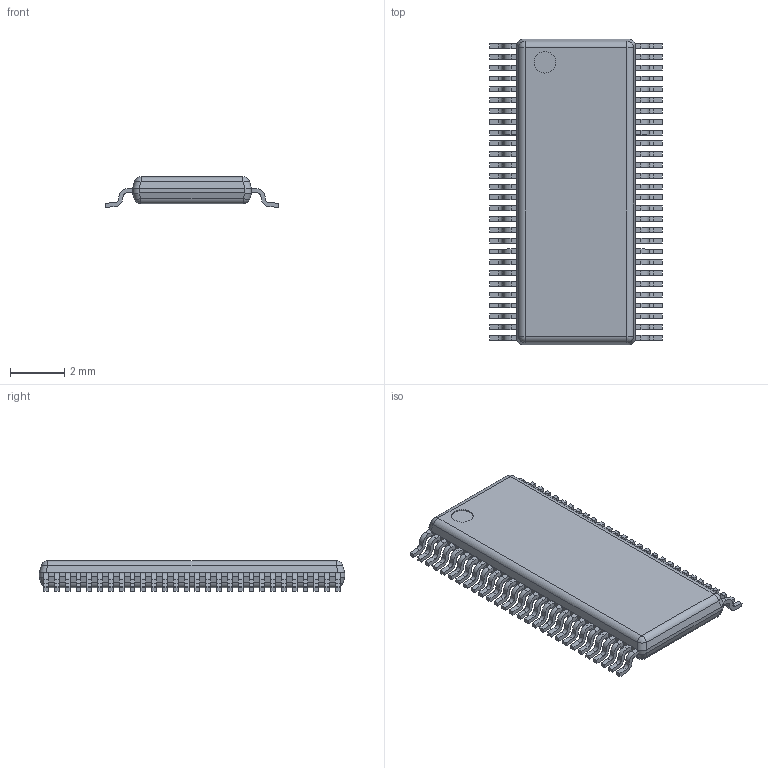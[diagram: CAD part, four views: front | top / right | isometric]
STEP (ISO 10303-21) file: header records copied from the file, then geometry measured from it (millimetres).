
FILE_DESCRIPTION((''),'2;1');
FILE_NAME('DGV0056A_ASM','2018-02-13T07:31:17',('a0412086'),(''),'CREO PARAMETRIC BY PTC INC, 2017260','CREO PARAMETRIC BY PTC INC, 2017260','');
FILE_SCHEMA(('AUTOMOTIVE_DESIGN { 1 0 10303 214 1 1 1 1 }'));
Length unit declared in the file: millimetre
Products named in the file (4): BODY-TVSOP; LEAD-TVSOP; PIN1; DGV0056A_ASM
Assembly tree (58 placements, depth 2):
  DGV0056A_ASM
    BODY-TVSOP
    LEAD-TVSOP  x56
    PIN1
Bounding box: 6.4 x 11.3 x 1.13 mm (x, y, z)
Volume: 49.7 mm3; surface area: 171.6 mm2
Topology: 57 solids, 57 shells, 829 faces, 2118 edges, 1404 vertices
Faces by surface type: plane 575, cylinder 246, sphere 8
Entity records: 3186 total; most frequent: CARTESIAN_POINT 541, DIRECTION 444, ORIENTED_EDGE 276, AXIS2_PLACEMENT_3D 177, PRESENTATION_STYLE_ASSIGNMENT 140, STYLED_ITEM 140, CURVE_STYLE 138, EDGE_CURVE 138
